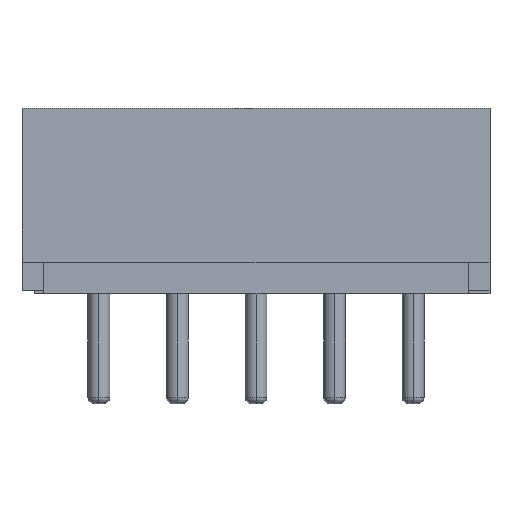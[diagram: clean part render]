
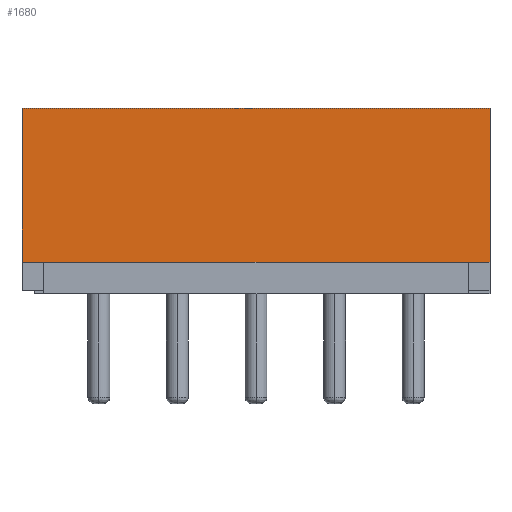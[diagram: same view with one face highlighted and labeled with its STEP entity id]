
A CAD part, top view. The second image highlights one B-rep face of the part: STEP entity #1680.
In plain terms, the highlighted planar face has unit normal (0, 0, 1).
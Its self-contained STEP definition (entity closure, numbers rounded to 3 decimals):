
#61=DIRECTION('',(0.,1.,0.));
#62=VECTOR('',#61,4.9);
#63=CARTESIAN_POINT('',(7.45,-1.95,2.47));
#64=LINE('',#63,#62);
#109=DIRECTION('',(1.,0.,0.));
#110=VECTOR('',#109,14.9);
#111=CARTESIAN_POINT('',(-7.45,2.95,2.47));
#112=LINE('',#111,#110);
#205=DIRECTION('',(0.,1.,0.));
#206=VECTOR('',#205,4.9);
#207=CARTESIAN_POINT('',(-7.45,-1.95,2.47));
#208=LINE('',#207,#206);
#213=DIRECTION('',(1.,0.,0.));
#214=VECTOR('',#213,14.9);
#215=CARTESIAN_POINT('',(-7.45,-1.95,2.47));
#216=LINE('',#215,#214);
#1113=CARTESIAN_POINT('',(-7.45,2.95,2.47));
#1114=CARTESIAN_POINT('',(7.45,2.95,2.47));
#1115=VERTEX_POINT('',#1113);
#1116=VERTEX_POINT('',#1114);
#1151=CARTESIAN_POINT('',(7.45,-1.95,2.47));
#1152=VERTEX_POINT('',#1151);
#1185=CARTESIAN_POINT('',(-7.45,-1.95,2.47));
#1186=VERTEX_POINT('',#1185);
#1668=CARTESIAN_POINT('',(-7.45,-2.95,2.47));
#1669=DIRECTION('',(0.,0.,1.));
#1670=DIRECTION('',(1.,0.,0.));
#1671=AXIS2_PLACEMENT_3D('',#1668,#1669,#1670);
#1672=PLANE('',#1671);
#1674=ORIENTED_EDGE('',*,*,#1673,.F.);
#1675=ORIENTED_EDGE('',*,*,#1639,.T.);
#1676=ORIENTED_EDGE('',*,*,#1579,.T.);
#1677=ORIENTED_EDGE('',*,*,#1519,.F.);
#1678=EDGE_LOOP('',(#1674,#1675,#1676,#1677));
#1679=FACE_OUTER_BOUND('',#1678,.F.);
#1680=ADVANCED_FACE('',(#1679),#1672,.T.);
#1519=EDGE_CURVE('',#1152,#1116,#64,.T.);
#1579=EDGE_CURVE('',#1115,#1116,#112,.T.);
#1639=EDGE_CURVE('',#1186,#1115,#208,.T.);
#1673=EDGE_CURVE('',#1186,#1152,#216,.T.);
